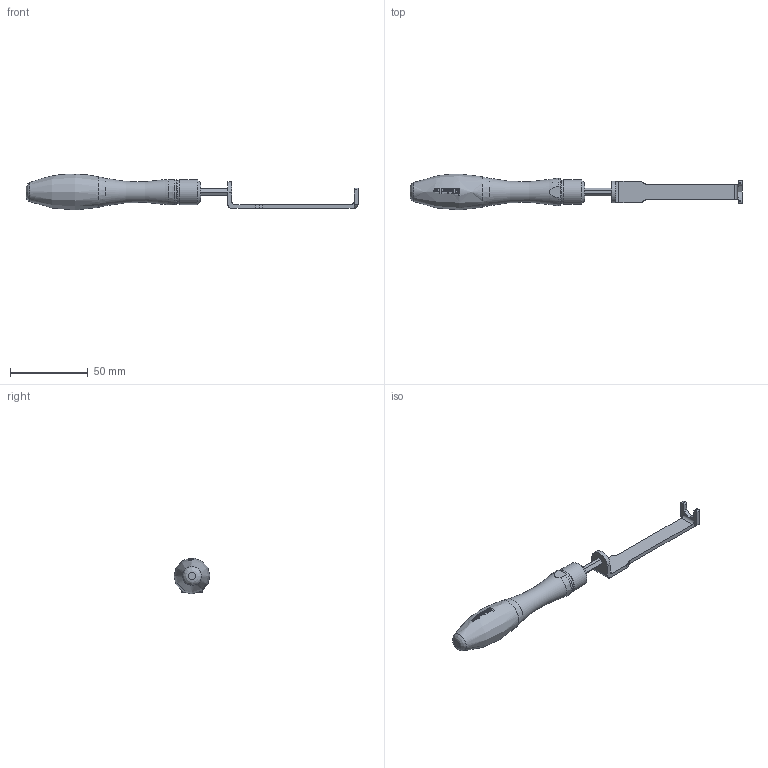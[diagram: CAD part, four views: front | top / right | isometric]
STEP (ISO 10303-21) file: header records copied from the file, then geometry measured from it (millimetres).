
FILE_DESCRIPTION(/* description */ (''),/* implementation_level */ '2;1');
FILE_NAME(/* name */ '07-0085-000.stp',/* time_stamp */ '2016-07-26T08:07:33+02:00',/* author */ (''),/* organization */ ('Franz Binder GmbH & Co.'),/* preprocessor_version */ 'ST-DEVELOPER v14',/* originating_system */ 'SIEMENS PLM Software NX 8.0',/* authorisation */ '');
FILE_SCHEMA (('AUTOMOTIVE_DESIGN { 1 0 10303 214 3 1 1 1 }'));
Length unit declared in the file: millimetre
Products named in the file (1): sgro14C43C10wme8
Bounding box: 213 x 22.98 x 23.09 mm (x, y, z)
Volume: 28218.6 mm3; surface area: 13281.8 mm2
Topology: 2 solids, 2 shells, 336 faces, 936 edges, 622 vertices
Faces by surface type: plane 152, extrusion 136, cylinder 25, bspline 16, cone 6, torus 1
Full cylindrical faces by diameter (mm): 3.4 x1, 4 x1, 6.5 x1, 15.2 x1, 16 x1
Entity records: 12906 total; most frequent: CARTESIAN_POINT 5137, ORIENTED_EDGE 1772, DIRECTION 1172, EDGE_CURVE 886, VERTEX_POINT 596, VECTOR 554, B_SPLINE_CURVE_WITH_KNOTS 480, LINE 418
